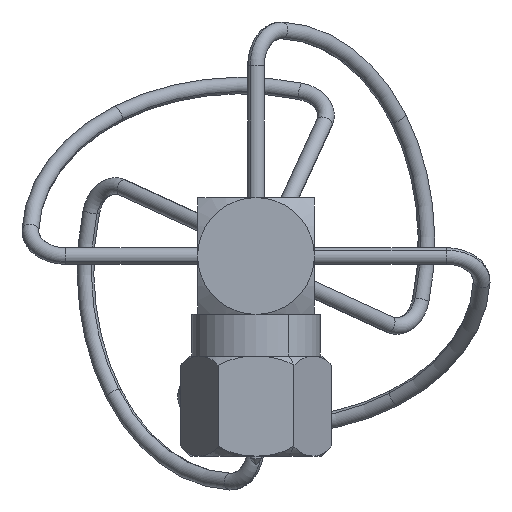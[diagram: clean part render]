
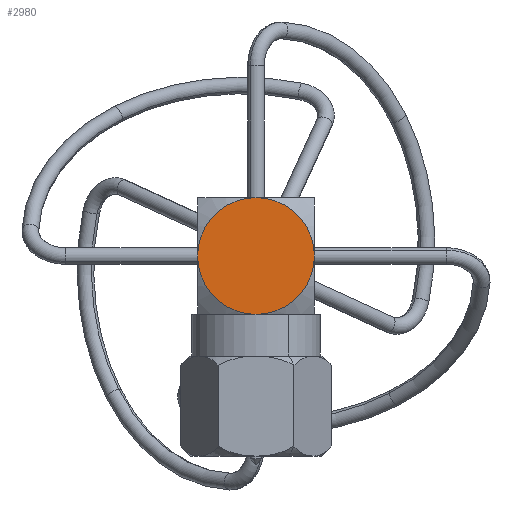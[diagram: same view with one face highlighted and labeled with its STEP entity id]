
A CAD part, front view. The second image highlights one B-rep face of the part: STEP entity #2980.
In plain terms, the highlighted planar face has unit normal (0, -1, 0).
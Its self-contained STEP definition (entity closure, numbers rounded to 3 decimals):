
#145 = DIRECTION ( 'NONE',  ( 0., 0., 1. ) ) ;
#229 = DIRECTION ( 'NONE',  ( 0., 0., 1. ) ) ;
#240 = DIRECTION ( 'NONE',  ( 0., -1., 0. ) ) ;
#250 = CARTESIAN_POINT ( 'NONE',  ( 0., 0., 0. ) ) ;
#329 = FACE_OUTER_BOUND ( 'NONE', #2428, .T. ) ;
#623 = CARTESIAN_POINT ( 'NONE',  ( 3.5, 0., 0. ) ) ;
#939 = VERTEX_POINT ( 'NONE', #2071 ) ;
#1057 = ORIENTED_EDGE ( 'NONE', *, *, #1325, .T. ) ;
#1106 = CIRCLE ( 'NONE', #3109, 3.5 ) ;
#1138 = AXIS2_PLACEMENT_3D ( 'NONE', #3358, #3344, #3333 ) ;
#1198 = EDGE_CURVE ( 'NONE', #1758, #939, #3328, .T. ) ;
#1322 = CARTESIAN_POINT ( 'NONE',  ( -3.5, 0., 0. ) ) ;
#1325 = EDGE_CURVE ( 'NONE', #939, #3059, #3447, .T. ) ;
#1369 = EDGE_CURVE ( 'NONE', #3059, #2860, #2546, .T. ) ;
#1388 = EDGE_CURVE ( 'NONE', #2860, #1758, #1106, .T. ) ;
#1758 = VERTEX_POINT ( 'NONE', #623 ) ;
#1883 = DIRECTION ( 'NONE',  ( 0., 1., 0. ) ) ;
#2071 = CARTESIAN_POINT ( 'NONE',  ( 0., 0., 3.5 ) ) ;
#2212 = DIRECTION ( 'NONE',  ( 0., 0., 1. ) ) ;
#2226 = ORIENTED_EDGE ( 'NONE', *, *, #1388, .T. ) ;
#2230 = DIRECTION ( 'NONE',  ( 0., -1., 0. ) ) ;
#2256 = CARTESIAN_POINT ( 'NONE',  ( 0., 0., 0. ) ) ;
#2395 = CARTESIAN_POINT ( 'NONE',  ( 0., 0., -3.5 ) ) ;
#2428 = EDGE_LOOP ( 'NONE', ( #2469, #1057, #3245, #2226 ) ) ;
#2469 = ORIENTED_EDGE ( 'NONE', *, *, #1198, .T. ) ;
#2484 = DIRECTION ( 'NONE',  ( 0., 0., 1. ) ) ;
#2496 = DIRECTION ( 'NONE',  ( 0., -1., 0. ) ) ;
#2508 = CARTESIAN_POINT ( 'NONE',  ( 0., 0., 0. ) ) ;
#2546 = CIRCLE ( 'NONE', #2721, 3.5 ) ;
#2721 = AXIS2_PLACEMENT_3D ( 'NONE', #2508, #2496, #2484 ) ;
#2761 = CARTESIAN_POINT ( 'NONE',  ( -3.5, 0., 3.5 ) ) ;
#2792 = AXIS2_PLACEMENT_3D ( 'NONE', #250, #240, #229 ) ;
#2860 = VERTEX_POINT ( 'NONE', #2395 ) ;
#2968 = AXIS2_PLACEMENT_3D ( 'NONE', #2761, #1883, #145 ) ;
#2980 = ADVANCED_FACE ( 'NONE', ( #329 ), #3054, .F. ) ;
#3054 = PLANE ( 'NONE',  #2968 ) ;
#3059 = VERTEX_POINT ( 'NONE', #1322 ) ;
#3109 = AXIS2_PLACEMENT_3D ( 'NONE', #2256, #2230, #2212 ) ;
#3245 = ORIENTED_EDGE ( 'NONE', *, *, #1369, .T. ) ;
#3328 = CIRCLE ( 'NONE', #2792, 3.5 ) ;
#3333 = DIRECTION ( 'NONE',  ( 0., 0., 1. ) ) ;
#3344 = DIRECTION ( 'NONE',  ( 0., -1., 0. ) ) ;
#3358 = CARTESIAN_POINT ( 'NONE',  ( 0., 0., 0. ) ) ;
#3447 = CIRCLE ( 'NONE', #1138, 3.5 ) ;
